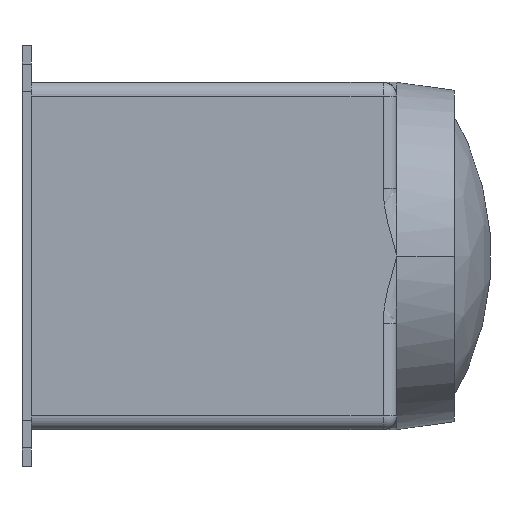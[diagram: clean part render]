
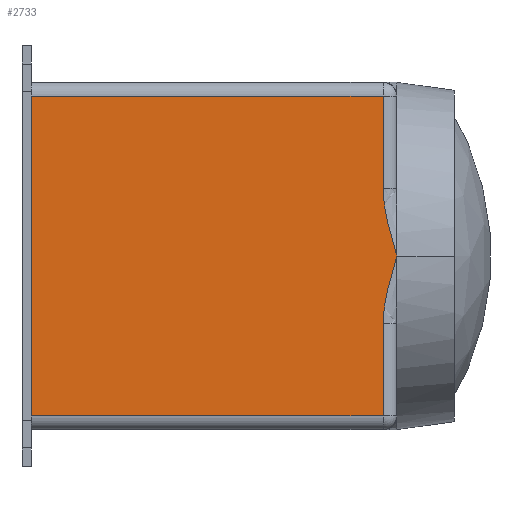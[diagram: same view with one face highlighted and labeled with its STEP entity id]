
A CAD part, front view. The second image highlights one B-rep face of the part: STEP entity #2733.
In plain terms, the highlighted planar face has unit normal (0, -1, 0).
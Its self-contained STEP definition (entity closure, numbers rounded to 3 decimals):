
#1044 = B_SPLINE_CURVE_WITH_KNOTS ( 'NONE', 3,
 ( #1854, #1847, #1863, #1864, #1865, #1866, #1867, #1868 ),
 .UNSPECIFIED., .F., .F.,
 ( 4, 2, 2, 4 ),
 ( 0., 0.004, 0.006, 0.008 ),
 .UNSPECIFIED. ) ;
#1046 = B_SPLINE_CURVE_WITH_KNOTS ( 'NONE', 3,
 ( #1861, #1862, #1871, #1872, #1873, #1874, #1875, #1876, #1877, #1878, #1879, #1880 ),
 .UNSPECIFIED., .F., .F.,
 ( 4, 2, 2, 2, 2, 4 ),
 ( 0., 0.002, 0.004, 0.006, 0.007, 0.008 ),
 .UNSPECIFIED. ) ;
#1074 = AXIS2_PLACEMENT_3D ( 'NONE', #3369, #3378, #3379 ) ;
#1475 = CARTESIAN_POINT ( 'NONE',  ( 0., 0., 17.5 ) ) ;
#1478 = CARTESIAN_POINT ( 'NONE',  ( 0., 0., -17.5 ) ) ;
#1508 = CARTESIAN_POINT ( 'NONE',  ( 40., 0., 0. ) ) ;
#1553 = CARTESIAN_POINT ( 'NONE',  ( 38.5, 0., -7.399 ) ) ;
#1558 = CARTESIAN_POINT ( 'NONE',  ( 38.5, 0., -17.5 ) ) ;
#1847 = CARTESIAN_POINT ( 'NONE',  ( 39.645, 0., 1.213 ) ) ;
#1854 = CARTESIAN_POINT ( 'NONE',  ( 40., 0., 0. ) ) ;
#1861 = CARTESIAN_POINT ( 'NONE',  ( 38.5, 0., -7.399 ) ) ;
#1862 = CARTESIAN_POINT ( 'NONE',  ( 38.5, 0., -6.763 ) ) ;
#1863 = CARTESIAN_POINT ( 'NONE',  ( 39.288, 0., 2.428 ) ) ;
#1864 = CARTESIAN_POINT ( 'NONE',  ( 38.863, 0., 4.273 ) ) ;
#1865 = CARTESIAN_POINT ( 'NONE',  ( 38.74, 0., 4.89 ) ) ;
#1866 = CARTESIAN_POINT ( 'NONE',  ( 38.559, 0., 6.136 ) ) ;
#1867 = CARTESIAN_POINT ( 'NONE',  ( 38.5, 0., 6.763 ) ) ;
#1868 = CARTESIAN_POINT ( 'NONE',  ( 38.5, 0., 7.399 ) ) ;
#1871 = CARTESIAN_POINT ( 'NONE',  ( 38.559, 0., -6.136 ) ) ;
#1872 = CARTESIAN_POINT ( 'NONE',  ( 38.74, 0., -4.89 ) ) ;
#1873 = CARTESIAN_POINT ( 'NONE',  ( 38.863, 0., -4.272 ) ) ;
#1874 = CARTESIAN_POINT ( 'NONE',  ( 39.146, 0., -3.043 ) ) ;
#1875 = CARTESIAN_POINT ( 'NONE',  ( 39.307, 0., -2.431 ) ) ;
#1876 = CARTESIAN_POINT ( 'NONE',  ( 39.56, 0., -1.517 ) ) ;
#1877 = CARTESIAN_POINT ( 'NONE',  ( 39.647, 0., -1.214 ) ) ;
#1878 = CARTESIAN_POINT ( 'NONE',  ( 39.822, 0., -0.606 ) ) ;
#1879 = CARTESIAN_POINT ( 'NONE',  ( 39.912, 0., -0.302 ) ) ;
#1880 = CARTESIAN_POINT ( 'NONE',  ( 40., 0., 0. ) ) ;
#1881 = CARTESIAN_POINT ( 'NONE',  ( 38.5, 0., 19. ) ) ;
#1882 = DIRECTION ( 'NONE',  ( 0., 0., 1. ) ) ;
#1883 = CARTESIAN_POINT ( 'NONE',  ( 40., 0., -17.5 ) ) ;
#1884 = DIRECTION ( 'NONE',  ( 1., 0., 0. ) ) ;
#1885 = CARTESIAN_POINT ( 'NONE',  ( 0., 0., 19. ) ) ;
#1886 = DIRECTION ( 'NONE',  ( 0., 0., -1. ) ) ;
#1887 = CARTESIAN_POINT ( 'NONE',  ( 40., 0., 17.5 ) ) ;
#1888 = DIRECTION ( 'NONE',  ( -1., 0., 0. ) ) ;
#1889 = CARTESIAN_POINT ( 'NONE',  ( 38.5, 0., 19. ) ) ;
#1890 = DIRECTION ( 'NONE',  ( 0., 0., 1. ) ) ;
#2051 = VERTEX_POINT ( 'NONE', #3649 ) ;
#2055 = VERTEX_POINT ( 'NONE', #3641 ) ;
#2149 = VERTEX_POINT ( 'NONE', #1478 ) ;
#2151 = VERTEX_POINT ( 'NONE', #1475 ) ;
#2160 = VERTEX_POINT ( 'NONE', #1558 ) ;
#2163 = VERTEX_POINT ( 'NONE', #1553 ) ;
#2190 = VERTEX_POINT ( 'NONE', #1508 ) ;
#2253 = ORIENTED_EDGE ( 'NONE', *, *, #2912, .T. ) ;
#2254 = ORIENTED_EDGE ( 'NONE', *, *, #2913, .T. ) ;
#2255 = ORIENTED_EDGE ( 'NONE', *, *, #2914, .T. ) ;
#2256 = ORIENTED_EDGE ( 'NONE', *, *, #2915, .T. ) ;
#2257 = ORIENTED_EDGE ( 'NONE', *, *, #2916, .T. ) ;
#2258 = ORIENTED_EDGE ( 'NONE', *, *, #2917, .T. ) ;
#2259 = ORIENTED_EDGE ( 'NONE', *, *, #2918, .T. ) ;
#2452 = EDGE_LOOP ( 'NONE', ( #2259, #2258, #2257, #2256, #2255, #2254, #2253 ) ) ;
#2733 = ADVANCED_FACE ( 'NONE', ( #2999 ), #3376, .F. ) ;
#2912 = EDGE_CURVE ( 'NONE', #2190, #2055, #1044, .T. ) ;
#2913 = EDGE_CURVE ( 'NONE', #2163, #2190, #1046, .T. ) ;
#2914 = EDGE_CURVE ( 'NONE', #2160, #2163, #3141, .T. ) ;
#2915 = EDGE_CURVE ( 'NONE', #2149, #2160, #3135, .T. ) ;
#2916 = EDGE_CURVE ( 'NONE', #2151, #2149, #3145, .T. ) ;
#2917 = EDGE_CURVE ( 'NONE', #2051, #2151, #3147, .T. ) ;
#2918 = EDGE_CURVE ( 'NONE', #2055, #2051, #3149, .T. ) ;
#2999 = FACE_OUTER_BOUND ( 'NONE', #2452, .T. ) ;
#3135 = LINE ( 'NONE', #1883, #3146 ) ;
#3141 = LINE ( 'NONE', #1881, #3144 ) ;
#3144 = VECTOR ( 'NONE', #1882, 1000. ) ;
#3145 = LINE ( 'NONE', #1885, #3148 ) ;
#3146 = VECTOR ( 'NONE', #1884, 1000. ) ;
#3147 = LINE ( 'NONE', #1887, #3150 ) ;
#3148 = VECTOR ( 'NONE', #1886, 1000. ) ;
#3149 = LINE ( 'NONE', #1889, #3152 ) ;
#3150 = VECTOR ( 'NONE', #1888, 1000. ) ;
#3152 = VECTOR ( 'NONE', #1890, 1000. ) ;
#3369 = CARTESIAN_POINT ( 'NONE',  ( 40., 0., 19. ) ) ;
#3376 = PLANE ( 'NONE',  #1074 ) ;
#3378 = DIRECTION ( 'NONE',  ( 0., 1., 0. ) ) ;
#3379 = DIRECTION ( 'NONE',  ( -1., 0., 0. ) ) ;
#3641 = CARTESIAN_POINT ( 'NONE',  ( 38.5, 0., 7.399 ) ) ;
#3649 = CARTESIAN_POINT ( 'NONE',  ( 38.5, 0., 17.5 ) ) ;
